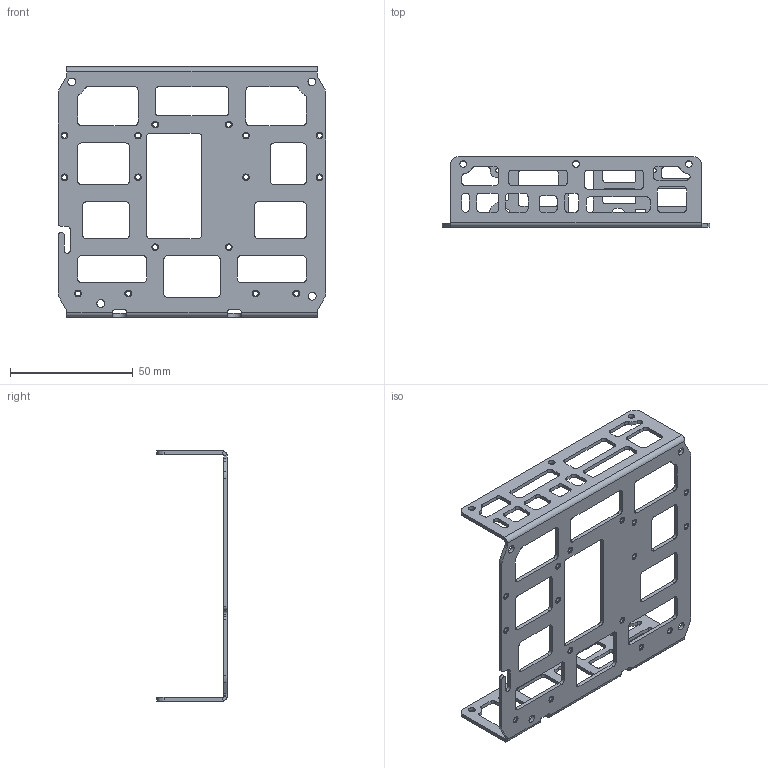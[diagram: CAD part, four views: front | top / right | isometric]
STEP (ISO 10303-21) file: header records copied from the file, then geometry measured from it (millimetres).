
FILE_DESCRIPTION(/* description */ (''),/* implementation_level */ '2;1');
FILE_NAME(/* name */ '5_PR13_B01_FRM_PCB_MAIN_B.step',/* time_stamp */ '2011-05-25T18:10:58-04:00',/* author */ (''),/* organization */ (''),/* preprocessor_version */ 'ST-DEVELOPER v11',/* originating_system */ 'SIEMENS PLM Software NX 7.0',/* authorisation */ '');
FILE_SCHEMA (('AUTOMOTIVE_DESIGN { 1 0 10303 214 1 1 1 1 }'));
Length unit declared in the file: millimetre
Products named in the file (1): 5_PR13_B01_FRM_PCB_MAIN_B
Bounding box: 109.2 x 28.7 x 102 mm (x, y, z)
Volume: 14793.6 mm3; surface area: 23362.3 mm2
Topology: 1 solids, 1 shells, 431 faces, 1231 edges, 798 vertices
Faces by surface type: cylinder 224, plane 171, cone 36
Entity records: 14409 total; most frequent: DIRECTION 2579, ORIENTED_EDGE 2462, CARTESIAN_POINT 2461, EDGE_CURVE 1231, AXIS2_PLACEMENT_3D 916, VERTEX_POINT 798, LINE 747, VECTOR 747
